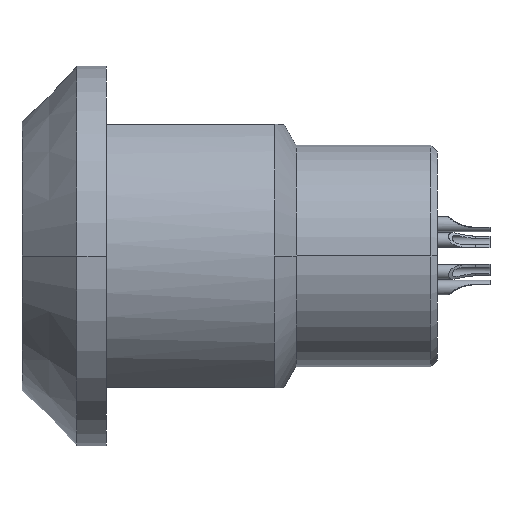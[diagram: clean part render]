
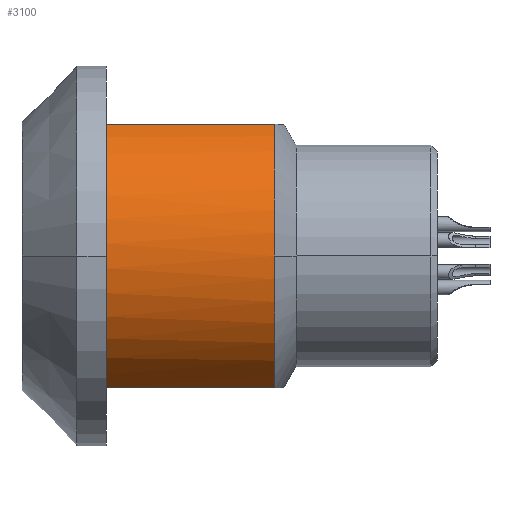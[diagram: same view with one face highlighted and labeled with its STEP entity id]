
A CAD part, front view. The second image highlights one B-rep face of the part: STEP entity #3100.
In plain terms, the highlighted cylindrical face has radius 7 mm (diameter 14 mm), a partial arc.
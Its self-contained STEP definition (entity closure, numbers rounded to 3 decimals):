
#190=CARTESIAN_POINT('',(-0.11,-3.152,-6.25));
#733=CARTESIAN_POINT('',(-0.11,0.,0.));
#734=DIRECTION('',(1.,0.,0.));
#735=DIRECTION('',(0.,-0.45,0.893));
#736=AXIS2_PLACEMENT_3D('',#733,#734,#735);
#738=CARTESIAN_POINT('',(-0.11,0.,0.));
#739=DIRECTION('',(-1.,0.,0.));
#740=DIRECTION('',(0.,-0.45,-0.893));
#741=AXIS2_PLACEMENT_3D('',#738,#739,#740);
#743=DIRECTION('',(1.,0.,0.));
#744=VECTOR('',#743,7.99);
#745=CARTESIAN_POINT('',(-8.1,-3.152,-6.25));
#746=LINE('',#745,#744);
#747=CARTESIAN_POINT('',(-8.1,0.,0.));
#748=DIRECTION('',(-1.,0.,0.));
#749=DIRECTION('',(0.,-0.45,-0.893));
#750=AXIS2_PLACEMENT_3D('',#747,#748,#749);
#752=DIRECTION('',(1.,0.,0.));
#753=VECTOR('',#752,7.99);
#754=CARTESIAN_POINT('',(-8.1,-3.152,6.25));
#755=LINE('',#754,#753);
#771=CARTESIAN_POINT('',(-0.11,-3.152,6.25));
#2078=CARTESIAN_POINT('',(-0.11,-7.,0.));
#2080=VERTEX_POINT('',#2078);
#2095=CARTESIAN_POINT('',(-8.1,-3.152,-6.25));
#2097=VERTEX_POINT('',#2095);
#2099=CARTESIAN_POINT('',(-8.1,-3.152,6.25));
#2101=VERTEX_POINT('',#2099);
#2104=VERTEX_POINT('',#771);
#2105=VERTEX_POINT('',#190);
#3086=CARTESIAN_POINT('',(-13.085,0.,0.));
#3087=DIRECTION('',(1.,0.,0.));
#3088=DIRECTION('',(0.,-1.,0.));
#3089=AXIS2_PLACEMENT_3D('',#3086,#3087,#3088);
#3090=CYLINDRICAL_SURFACE('',#3089,7.);
#3092=ORIENTED_EDGE('',*,*,#3091,.T.);
#3093=ORIENTED_EDGE('',*,*,#2352,.F.);
#3094=ORIENTED_EDGE('',*,*,#2371,.F.);
#3095=ORIENTED_EDGE('',*,*,#2394,.T.);
#3097=ORIENTED_EDGE('',*,*,#3096,.T.);
#3098=EDGE_LOOP('',(#3092,#3093,#3094,#3095,#3097));
#3099=FACE_OUTER_BOUND('',#3098,.F.);
#3100=ADVANCED_FACE('',(#3099),#3090,.T.);
#737=CIRCLE('',#736,7.);
#742=CIRCLE('',#741,7.);
#751=CIRCLE('',#750,7.);
#2352=EDGE_CURVE('',#2105,#2080,#742,.T.);
#2371=EDGE_CURVE('',#2097,#2105,#746,.T.);
#2394=EDGE_CURVE('',#2097,#2101,#751,.T.);
#3091=EDGE_CURVE('',#2104,#2080,#737,.T.);
#3096=EDGE_CURVE('',#2101,#2104,#755,.T.);
